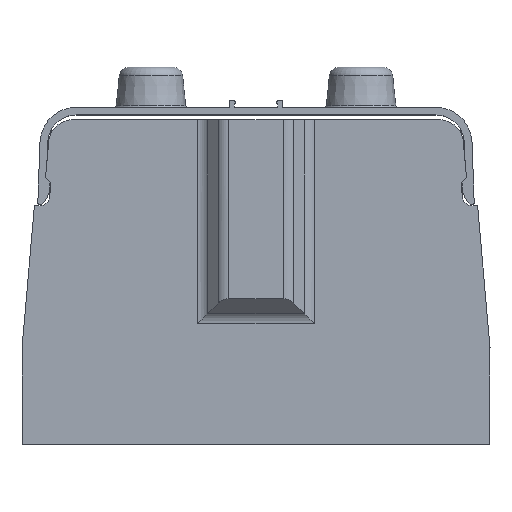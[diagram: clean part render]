
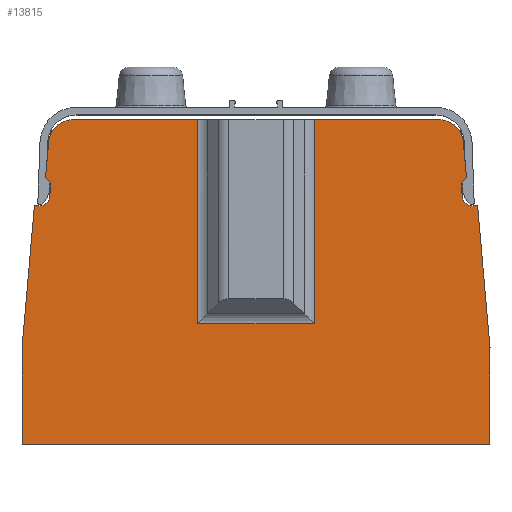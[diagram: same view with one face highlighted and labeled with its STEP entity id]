
A CAD part, top view. The second image highlights one B-rep face of the part: STEP entity #13815.
In plain terms, the highlighted planar face has unit normal (0, 0, 1).
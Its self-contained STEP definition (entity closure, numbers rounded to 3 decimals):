
#978=DIRECTION('',(1.,0.,0.));
#979=VECTOR('',#978,26.176);
#980=CARTESIAN_POINT('',(12.243,68.,67.5));
#981=LINE('',#980,#979);
#982=CARTESIAN_POINT('',(38.418,63.,67.5));
#983=DIRECTION('',(0.,0.,-1.));
#984=DIRECTION('',(0.,1.,0.));
#985=AXIS2_PLACEMENT_3D('',#982,#983,#984);
#987=DIRECTION('',(0.087,-0.996,0.));
#988=VECTOR('',#987,7.464);
#989=CARTESIAN_POINT('',(43.399,63.436,67.5));
#990=LINE('',#989,#988);
#991=DIRECTION('',(-0.707,-0.707,0.));
#992=VECTOR('',#991,1.566);
#993=CARTESIAN_POINT('',(44.05,56.,67.5));
#994=LINE('',#993,#992);
#995=DIRECTION('',(0.087,-0.996,0.));
#996=VECTOR('',#995,3.078);
#997=CARTESIAN_POINT('',(42.942,54.892,67.5));
#998=LINE('',#997,#996);
#999=CARTESIAN_POINT('',(45.203,52.,67.5));
#1000=DIRECTION('',(0.,0.,1.));
#1001=DIRECTION('',(-0.996,-0.087,0.));
#1002=AXIS2_PLACEMENT_3D('',#999,#1000,#1001);
#1004=DIRECTION('',(1.,0.,0.));
#1005=VECTOR('',#1004,1.197);
#1006=CARTESIAN_POINT('',(45.203,50.,67.5));
#1007=LINE('',#1006,#1005);
#1008=DIRECTION('',(0.087,-0.996,0.));
#1009=VECTOR('',#1008,29.788);
#1010=CARTESIAN_POINT('',(46.4,50.,67.5));
#1011=LINE('',#1010,#1009);
#1012=CARTESIAN_POINT('',(48.,20.238,67.5));
#1013=DIRECTION('',(0.,0.,-1.));
#1014=DIRECTION('',(0.996,0.087,0.));
#1015=AXIS2_PLACEMENT_3D('',#1012,#1013,#1014);
#1017=DIRECTION('',(0.,-1.,0.));
#1018=VECTOR('',#1017,20.238);
#1019=CARTESIAN_POINT('',(49.,20.238,67.5));
#1020=LINE('',#1019,#1018);
#1021=DIRECTION('',(-1.,0.,0.));
#1022=VECTOR('',#1021,98.);
#1023=CARTESIAN_POINT('',(49.,0.,67.5));
#1024=LINE('',#1023,#1022);
#1025=DIRECTION('',(0.,1.,0.));
#1026=VECTOR('',#1025,20.238);
#1027=CARTESIAN_POINT('',(-49.,0.,67.5));
#1028=LINE('',#1027,#1026);
#1029=CARTESIAN_POINT('',(-48.,20.238,67.5));
#1030=DIRECTION('',(0.,0.,-1.));
#1031=DIRECTION('',(-1.,0.,0.));
#1032=AXIS2_PLACEMENT_3D('',#1029,#1030,#1031);
#1034=DIRECTION('',(0.087,0.996,0.));
#1035=VECTOR('',#1034,29.788);
#1036=CARTESIAN_POINT('',(-48.996,20.325,67.5));
#1037=LINE('',#1036,#1035);
#1038=DIRECTION('',(1.,0.,0.));
#1039=VECTOR('',#1038,1.197);
#1040=CARTESIAN_POINT('',(-46.4,50.,67.5));
#1041=LINE('',#1040,#1039);
#1042=CARTESIAN_POINT('',(-45.203,52.,67.5));
#1043=DIRECTION('',(0.,0.,1.));
#1044=DIRECTION('',(0.,-1.,0.));
#1045=AXIS2_PLACEMENT_3D('',#1042,#1043,#1044);
#1047=DIRECTION('',(0.087,0.996,0.));
#1048=VECTOR('',#1047,3.078);
#1049=CARTESIAN_POINT('',(-43.211,51.826,67.5));
#1050=LINE('',#1049,#1048);
#1051=DIRECTION('',(-0.707,0.707,0.));
#1052=VECTOR('',#1051,1.566);
#1053=CARTESIAN_POINT('',(-42.942,54.892,67.5));
#1054=LINE('',#1053,#1052);
#1055=DIRECTION('',(0.087,0.996,0.));
#1056=VECTOR('',#1055,7.464);
#1057=CARTESIAN_POINT('',(-44.05,56.,67.5));
#1058=LINE('',#1057,#1056);
#1059=CARTESIAN_POINT('',(-38.418,63.,67.5));
#1060=DIRECTION('',(0.,0.,-1.));
#1061=DIRECTION('',(-0.996,0.087,0.));
#1062=AXIS2_PLACEMENT_3D('',#1059,#1060,#1061);
#1064=DIRECTION('',(1.,0.,0.));
#1065=VECTOR('',#1064,26.176);
#1066=CARTESIAN_POINT('',(-38.418,68.,67.5));
#1067=LINE('',#1066,#1065);
#1068=DIRECTION('',(0.,1.,0.));
#1069=VECTOR('',#1068,42.743);
#1070=CARTESIAN_POINT('',(-12.243,25.257,67.5));
#1071=LINE('',#1070,#1069);
#1072=DIRECTION('',(-1.,0.,0.));
#1073=VECTOR('',#1072,24.485);
#1074=CARTESIAN_POINT('',(12.243,25.257,67.5));
#1075=LINE('',#1074,#1073);
#1076=CARTESIAN_POINT('',(-12.243,25.257,67.5));
#1090=DIRECTION('',(0.,-1.,0.));
#1091=VECTOR('',#1090,42.743);
#1092=CARTESIAN_POINT('',(12.243,68.,67.5));
#1093=LINE('',#1092,#1091);
#10364=CARTESIAN_POINT('',(12.243,68.,67.5));
#10366=VERTEX_POINT('',#10364);
#10378=CARTESIAN_POINT('',(-12.243,68.,67.5));
#10379=VERTEX_POINT('',#10378);
#10388=CARTESIAN_POINT('',(43.399,63.436,67.5));
#10389=VERTEX_POINT('',#10388);
#10390=CARTESIAN_POINT('',(38.418,68.,67.5));
#10391=VERTEX_POINT('',#10390);
#10392=CARTESIAN_POINT('',(42.942,54.892,67.5));
#10393=VERTEX_POINT('',#10392);
#10394=CARTESIAN_POINT('',(45.203,50.,67.5));
#10395=VERTEX_POINT('',#10394);
#10396=CARTESIAN_POINT('',(43.211,51.826,67.5));
#10397=VERTEX_POINT('',#10396);
#10398=CARTESIAN_POINT('',(46.4,50.,67.5));
#10399=VERTEX_POINT('',#10398);
#10400=CARTESIAN_POINT('',(49.,20.238,67.5));
#10401=VERTEX_POINT('',#10400);
#10402=CARTESIAN_POINT('',(48.996,20.325,67.5));
#10403=VERTEX_POINT('',#10402);
#10404=CARTESIAN_POINT('',(-48.996,20.325,67.5));
#10405=VERTEX_POINT('',#10404);
#10406=CARTESIAN_POINT('',(-49.,20.238,67.5));
#10407=VERTEX_POINT('',#10406);
#10408=CARTESIAN_POINT('',(-46.4,50.,67.5));
#10409=VERTEX_POINT('',#10408);
#10410=CARTESIAN_POINT('',(-43.211,51.826,67.5));
#10411=VERTEX_POINT('',#10410);
#10412=CARTESIAN_POINT('',(-45.203,50.,67.5));
#10413=VERTEX_POINT('',#10412);
#10414=CARTESIAN_POINT('',(-42.942,54.892,67.5));
#10415=VERTEX_POINT('',#10414);
#10416=CARTESIAN_POINT('',(-38.418,68.,67.5));
#10417=VERTEX_POINT('',#10416);
#10418=CARTESIAN_POINT('',(-43.399,63.436,67.5));
#10419=VERTEX_POINT('',#10418);
#10420=CARTESIAN_POINT('',(44.05,56.,67.5));
#10421=VERTEX_POINT('',#10420);
#10422=CARTESIAN_POINT('',(49.,0.,67.5));
#10423=VERTEX_POINT('',#10422);
#10424=CARTESIAN_POINT('',(-49.,0.,67.5));
#10425=VERTEX_POINT('',#10424);
#10426=CARTESIAN_POINT('',(-44.05,56.,67.5));
#10427=VERTEX_POINT('',#10426);
#10428=VERTEX_POINT('',#1076);
#10430=CARTESIAN_POINT('',(12.243,25.257,67.5));
#10431=VERTEX_POINT('',#10430);
#13764=CARTESIAN_POINT('',(0.,34.,67.5));
#13765=DIRECTION('',(0.,0.,1.));
#13766=DIRECTION('',(1.,0.,0.));
#13767=AXIS2_PLACEMENT_3D('',#13764,#13765,#13766);
#13768=PLANE('',#13767);
#13770=ORIENTED_EDGE('',*,*,#13769,.F.);
#13772=ORIENTED_EDGE('',*,*,#13771,.F.);
#13774=ORIENTED_EDGE('',*,*,#13773,.F.);
#13775=ORIENTED_EDGE('',*,*,#12825,.T.);
#13777=ORIENTED_EDGE('',*,*,#13776,.T.);
#13778=ORIENTED_EDGE('',*,*,#13755,.T.);
#13779=ORIENTED_EDGE('',*,*,#13667,.T.);
#13781=ORIENTED_EDGE('',*,*,#13780,.T.);
#13783=ORIENTED_EDGE('',*,*,#13782,.T.);
#13785=ORIENTED_EDGE('',*,*,#13784,.T.);
#13787=ORIENTED_EDGE('',*,*,#13786,.T.);
#13789=ORIENTED_EDGE('',*,*,#13788,.T.);
#13791=ORIENTED_EDGE('',*,*,#13790,.T.);
#13793=ORIENTED_EDGE('',*,*,#13792,.T.);
#13795=ORIENTED_EDGE('',*,*,#13794,.T.);
#13797=ORIENTED_EDGE('',*,*,#13796,.T.);
#13799=ORIENTED_EDGE('',*,*,#13798,.T.);
#13801=ORIENTED_EDGE('',*,*,#13800,.T.);
#13803=ORIENTED_EDGE('',*,*,#13802,.T.);
#13805=ORIENTED_EDGE('',*,*,#13804,.T.);
#13807=ORIENTED_EDGE('',*,*,#13806,.T.);
#13809=ORIENTED_EDGE('',*,*,#13808,.T.);
#13811=ORIENTED_EDGE('',*,*,#13810,.T.);
#13812=ORIENTED_EDGE('',*,*,#12841,.T.);
#13813=EDGE_LOOP('',(#13770,#13772,#13774,#13775,#13777,#13778,#13779,#13781,
#13783,#13785,#13787,#13789,#13791,#13793,#13795,#13797,#13799,#13801,#13803,
#13805,#13807,#13809,#13811,#13812));
#13814=FACE_OUTER_BOUND('',#13813,.F.);
#986=CIRCLE('',#985,5.);
#1003=CIRCLE('',#1002,2.);
#1016=CIRCLE('',#1015,1.);
#1033=CIRCLE('',#1032,1.);
#1046=CIRCLE('',#1045,2.);
#1063=CIRCLE('',#1062,5.);
#12825=EDGE_CURVE('',#10366,#10391,#981,.T.);
#12841=EDGE_CURVE('',#10417,#10379,#1067,.T.);
#13667=EDGE_CURVE('',#10421,#10393,#994,.T.);
#13755=EDGE_CURVE('',#10389,#10421,#990,.T.);
#13769=EDGE_CURVE('',#10428,#10379,#1071,.T.);
#13771=EDGE_CURVE('',#10431,#10428,#1075,.T.);
#13773=EDGE_CURVE('',#10366,#10431,#1093,.T.);
#13776=EDGE_CURVE('',#10391,#10389,#986,.T.);
#13780=EDGE_CURVE('',#10393,#10397,#998,.T.);
#13782=EDGE_CURVE('',#10397,#10395,#1003,.T.);
#13784=EDGE_CURVE('',#10395,#10399,#1007,.T.);
#13786=EDGE_CURVE('',#10399,#10403,#1011,.T.);
#13788=EDGE_CURVE('',#10403,#10401,#1016,.T.);
#13790=EDGE_CURVE('',#10401,#10423,#1020,.T.);
#13792=EDGE_CURVE('',#10423,#10425,#1024,.T.);
#13794=EDGE_CURVE('',#10425,#10407,#1028,.T.);
#13796=EDGE_CURVE('',#10407,#10405,#1033,.T.);
#13798=EDGE_CURVE('',#10405,#10409,#1037,.T.);
#13800=EDGE_CURVE('',#10409,#10413,#1041,.T.);
#13802=EDGE_CURVE('',#10413,#10411,#1046,.T.);
#13804=EDGE_CURVE('',#10411,#10415,#1050,.T.);
#13806=EDGE_CURVE('',#10415,#10427,#1054,.T.);
#13808=EDGE_CURVE('',#10427,#10419,#1058,.T.);
#13810=EDGE_CURVE('',#10419,#10417,#1063,.T.);
#13815=ADVANCED_FACE('',(#13814),#13768,.T.);
